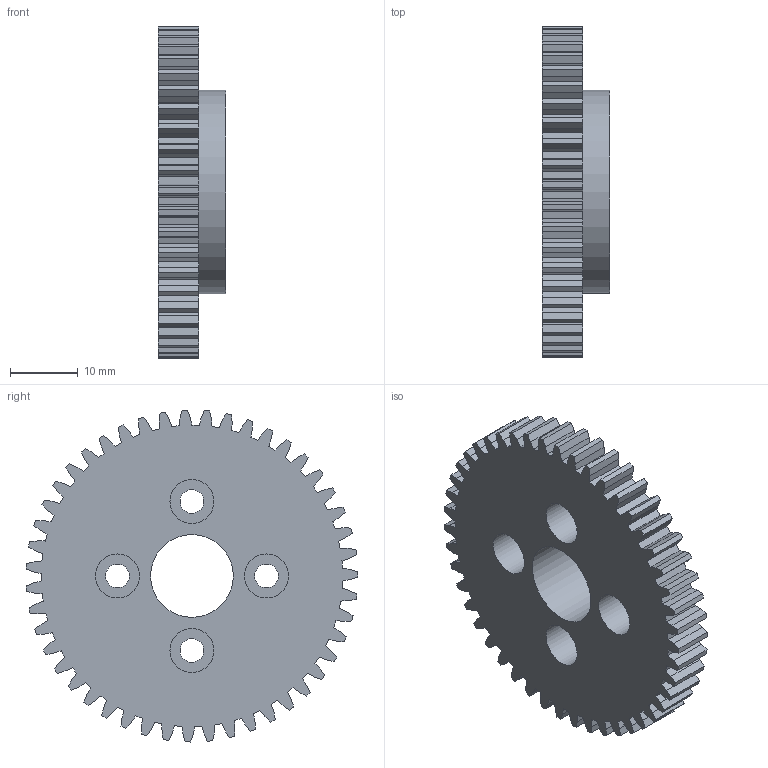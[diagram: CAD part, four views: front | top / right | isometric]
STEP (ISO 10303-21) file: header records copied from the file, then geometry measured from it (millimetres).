
FILE_DESCRIPTION(('FreeCAD Model'),'2;1');
FILE_NAME('Open CASCADE Shape Model','2024-08-13T09:13:13',('Author'),( ''),'Open CASCADE STEP processor 7.6','FreeCAD','Unknown');
FILE_SCHEMA(('AUTOMOTIVE_DESIGN { 1 0 10303 214 1 1 1 1 }'));
Length unit declared in the file: millimetre
Products named in the file (1): 13_Robot_Link2_LeftGear_1_unit
Bounding box: 10 x 48.98 x 48.99 mm (x, y, z)
Volume: 11036.5 mm3; surface area: 6334.7 mm2
Topology: 1 solids, 1 shells, 299 faces, 876 edges, 584 vertices
Faces by surface type: plane 289, cylinder 10
Full cylindrical faces by diameter (mm): 3.5 x4, 6.5 x4, 12.2 x1, 30 x1
Entity records: 9772 total; most frequent: CARTESIAN_POINT 1760, ORIENTED_EDGE 1752, DIRECTION 1496, EDGE_CURVE 876, LINE 856, VECTOR 856, VERTEX_POINT 584, AXIS2_PLACEMENT_3D 320
